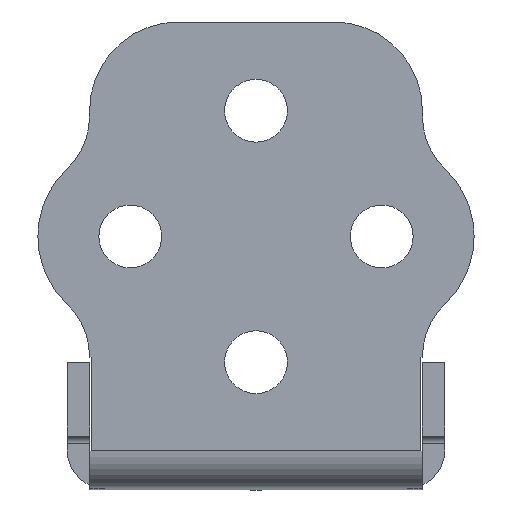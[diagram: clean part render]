
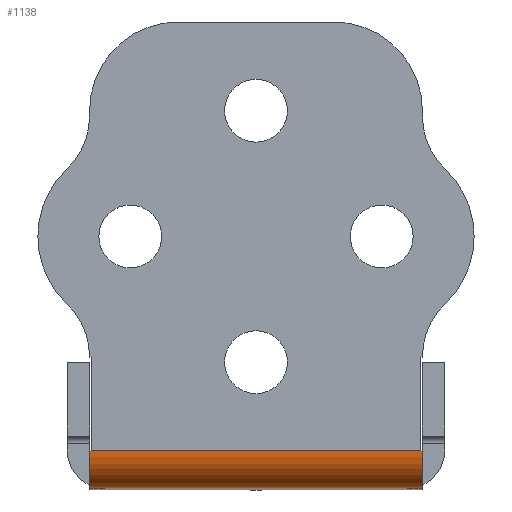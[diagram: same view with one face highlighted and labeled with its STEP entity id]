
A CAD part, top view. The second image highlights one B-rep face of the part: STEP entity #1138.
In plain terms, the highlighted cylindrical face has radius 5 mm (diameter 10 mm), a partial arc.
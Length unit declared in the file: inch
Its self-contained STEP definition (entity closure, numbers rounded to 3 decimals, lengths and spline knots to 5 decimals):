
#39 = DIRECTION ( 'NONE',  ( 0., 0., -1. ) ) ;
#157 = CARTESIAN_POINT ( 'NONE',  ( 3.99576, 6.33421, 13.37351 ) ) ;
#189 = CARTESIAN_POINT ( 'NONE',  ( 3.99576, 6.13736, 13.37351 ) ) ;
#266 = CIRCLE ( 'NONE', #2489, 0.19685 ) ;
#347 = CARTESIAN_POINT ( 'NONE',  ( 3.99576, 6.33421, 13.57036 ) ) ;
#368 = EDGE_CURVE ( 'NONE', #1896, #2354, #538, .T. ) ;
#374 = DIRECTION ( 'NONE',  ( -1., 0., 0. ) ) ;
#414 = CARTESIAN_POINT ( 'NONE',  ( 5.76742, 6.33421, 13.57036 ) ) ;
#428 = VECTOR ( 'NONE', #374, 39.37008 ) ;
#429 = EDGE_CURVE ( 'NONE', #2354, #1884, #879, .T. ) ;
#457 = DIRECTION ( 'NONE',  ( 0., 0., -1. ) ) ;
#467 = FACE_OUTER_BOUND ( 'NONE', #2513, .T. ) ;
#515 = VERTEX_POINT ( 'NONE', #2348 ) ;
#524 = DIRECTION ( 'NONE',  ( 0., 0., -1. ) ) ;
#538 = LINE ( 'NONE', #1902, #1912 ) ;
#577 = DIRECTION ( 'NONE',  ( -1., 0., 0. ) ) ;
#582 = ORIENTED_EDGE ( 'NONE', *, *, #368, .F. ) ;
#659 = CARTESIAN_POINT ( 'NONE',  ( 5.76742, 6.33421, 13.57036 ) ) ;
#675 = DIRECTION ( 'NONE',  ( -1., 0., 0. ) ) ;
#721 = ORIENTED_EDGE ( 'NONE', *, *, #1078, .T. ) ;
#728 = LINE ( 'NONE', #921, #428 ) ;
#751 = CARTESIAN_POINT ( 'NONE',  ( 5.76742, 6.13736, 13.37351 ) ) ;
#879 = CIRCLE ( 'NONE', #1245, 0.19685 ) ;
#921 = CARTESIAN_POINT ( 'NONE',  ( 3.99576, 6.33421, 13.57036 ) ) ;
#943 = DIRECTION ( 'NONE',  ( -1., 0., 0. ) ) ;
#947 = ORIENTED_EDGE ( 'NONE', *, *, #1173, .T. ) ;
#965 = ORIENTED_EDGE ( 'NONE', *, *, #983, .T. ) ;
#983 = EDGE_CURVE ( 'NONE', #1896, #2404, #266, .T. ) ;
#1003 = VERTEX_POINT ( 'NONE', #1201 ) ;
#1073 = CARTESIAN_POINT ( 'NONE',  ( 5.76742, 6.33421, 13.37351 ) ) ;
#1078 = EDGE_CURVE ( 'NONE', #1003, #515, #1427, .T. ) ;
#1138 = ADVANCED_FACE ( 'NONE', ( #467 ), #2260, .T. ) ;
#1161 = CARTESIAN_POINT ( 'NONE',  ( 5.76742, 6.33421, 13.37351 ) ) ;
#1173 = EDGE_CURVE ( 'NONE', #2404, #1003, #1780, .T. ) ;
#1201 = CARTESIAN_POINT ( 'NONE',  ( 5.75742, 6.33421, 13.57036 ) ) ;
#1208 = ORIENTED_EDGE ( 'NONE', *, *, #429, .F. ) ;
#1245 = AXIS2_PLACEMENT_3D ( 'NONE', #157, #943, #524 ) ;
#1276 = DIRECTION ( 'NONE',  ( 1., 0., 0. ) ) ;
#1427 = LINE ( 'NONE', #659, #2040 ) ;
#1780 = LINE ( 'NONE', #414, #2449 ) ;
#1810 = ORIENTED_EDGE ( 'NONE', *, *, #1947, .T. ) ;
#1884 = VERTEX_POINT ( 'NONE', #347 ) ;
#1892 = CARTESIAN_POINT ( 'NONE',  ( 5.76742, 6.33421, 13.57036 ) ) ;
#1896 = VERTEX_POINT ( 'NONE', #751 ) ;
#1902 = CARTESIAN_POINT ( 'NONE',  ( 3.60206, 6.13736, 13.37351 ) ) ;
#1912 = VECTOR ( 'NONE', #2491, 39.37008 ) ;
#1947 = EDGE_CURVE ( 'NONE', #515, #1884, #728, .T. ) ;
#2040 = VECTOR ( 'NONE', #675, 39.37008 ) ;
#2166 = DIRECTION ( 'NONE',  ( -1., 0., 0. ) ) ;
#2260 = CYLINDRICAL_SURFACE ( 'NONE', #2533, 0.19685 ) ;
#2348 = CARTESIAN_POINT ( 'NONE',  ( 4.00576, 6.33421, 13.57036 ) ) ;
#2354 = VERTEX_POINT ( 'NONE', #189 ) ;
#2404 = VERTEX_POINT ( 'NONE', #1892 ) ;
#2449 = VECTOR ( 'NONE', #2166, 39.37008 ) ;
#2489 = AXIS2_PLACEMENT_3D ( 'NONE', #1161, #577, #39 ) ;
#2491 = DIRECTION ( 'NONE',  ( -1., 0., 0. ) ) ;
#2513 = EDGE_LOOP ( 'NONE', ( #947, #721, #1810, #1208, #582, #965 ) ) ;
#2533 = AXIS2_PLACEMENT_3D ( 'NONE', #1073, #1276, #457 ) ;
